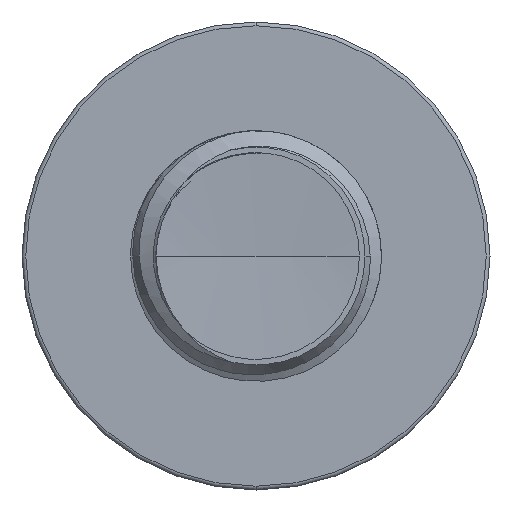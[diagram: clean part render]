
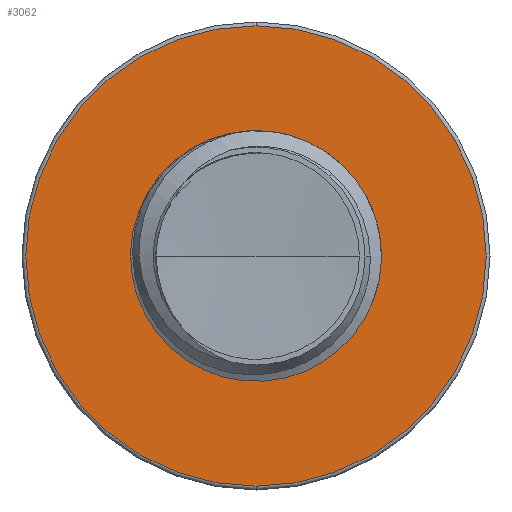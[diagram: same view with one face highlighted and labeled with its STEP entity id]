
A CAD part, front view. The second image highlights one B-rep face of the part: STEP entity #3062.
In plain terms, the highlighted planar face has unit normal (0, -1, 0).
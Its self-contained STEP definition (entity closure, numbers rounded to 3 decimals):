
#198 = ORIENTED_EDGE ( 'NONE', *, *, #11081, .T. ) ;
#255 = DIRECTION ( 'NONE',  ( 0., -1., 0. ) ) ;
#986 = DIRECTION ( 'NONE',  ( 0., 0., -1. ) ) ;
#1233 = EDGE_LOOP ( 'NONE', ( #5725, #7622 ) ) ;
#1416 = DIRECTION ( 'NONE',  ( 0., -1., 0. ) ) ;
#1457 = EDGE_LOOP ( 'NONE', ( #9996, #198 ) ) ;
#1912 = DIRECTION ( 'NONE',  ( 0., -1., 0. ) ) ;
#2639 = VERTEX_POINT ( 'NONE', #3579 ) ;
#2981 = EDGE_CURVE ( 'NONE', #8422, #19420, #17625, .T. ) ;
#3062 = ADVANCED_FACE ( 'NONE', ( #21175, #6601 ), #21115, .T. ) ;
#3579 = CARTESIAN_POINT ( 'NONE',  ( 0., 7., -2.755 ) ) ;
#4154 = CARTESIAN_POINT ( 'NONE',  ( 0., 7., 1.436 ) ) ;
#5725 = ORIENTED_EDGE ( 'NONE', *, *, #8550, .F. ) ;
#6601 = FACE_BOUND ( 'NONE', #1233, .T. ) ;
#7373 = AXIS2_PLACEMENT_3D ( 'NONE', #7880, #255, #13851 ) ;
#7622 = ORIENTED_EDGE ( 'NONE', *, *, #2981, .F. ) ;
#7880 = CARTESIAN_POINT ( 'NONE',  ( 0., 7., 1.436 ) ) ;
#8422 = VERTEX_POINT ( 'NONE', #4154 ) ;
#8477 = DIRECTION ( 'NONE',  ( 0., -1., 0. ) ) ;
#8550 = EDGE_CURVE ( 'NONE', #19420, #8422, #18741, .T. ) ;
#8776 = EDGE_CURVE ( 'NONE', #2639, #18884, #13705, .T. ) ;
#9996 = ORIENTED_EDGE ( 'NONE', *, *, #8776, .T. ) ;
#10634 = AXIS2_PLACEMENT_3D ( 'NONE', #19942, #8477, #21585 ) ;
#11081 = EDGE_CURVE ( 'NONE', #18884, #2639, #14613, .T. ) ;
#12671 = DIRECTION ( 'NONE',  ( 0., -1., 0. ) ) ;
#13164 = CARTESIAN_POINT ( 'NONE',  ( 0., 7., 0. ) ) ;
#13705 = CIRCLE ( 'NONE', #18343, 2.755 ) ;
#13767 = CARTESIAN_POINT ( 'NONE',  ( 0., 7., 0. ) ) ;
#13851 = DIRECTION ( 'NONE',  ( 0., 0., -1. ) ) ;
#14613 = CIRCLE ( 'NONE', #16590, 2.755 ) ;
#15137 = DIRECTION ( 'NONE',  ( 0., 0., -1. ) ) ;
#15694 = DIRECTION ( 'NONE',  ( 0., 0., -1. ) ) ;
#16590 = AXIS2_PLACEMENT_3D ( 'NONE', #13164, #1416, #15137 ) ;
#17625 = CIRCLE ( 'NONE', #22823, 1.436 ) ;
#18343 = AXIS2_PLACEMENT_3D ( 'NONE', #23445, #12671, #986 ) ;
#18741 = CIRCLE ( 'NONE', #10634, 1.436 ) ;
#18884 = VERTEX_POINT ( 'NONE', #22412 ) ;
#19420 = VERTEX_POINT ( 'NONE', #22689 ) ;
#19942 = CARTESIAN_POINT ( 'NONE',  ( 0., 7., 0. ) ) ;
#21115 = PLANE ( 'NONE',  #7373 ) ;
#21175 = FACE_OUTER_BOUND ( 'NONE', #1457, .T. ) ;
#21585 = DIRECTION ( 'NONE',  ( 0., 0., -1. ) ) ;
#22412 = CARTESIAN_POINT ( 'NONE',  ( 0., 7., 2.755 ) ) ;
#22689 = CARTESIAN_POINT ( 'NONE',  ( 0., 7., -1.436 ) ) ;
#22823 = AXIS2_PLACEMENT_3D ( 'NONE', #13767, #1912, #15694 ) ;
#23445 = CARTESIAN_POINT ( 'NONE',  ( 0., 7., 0. ) ) ;
